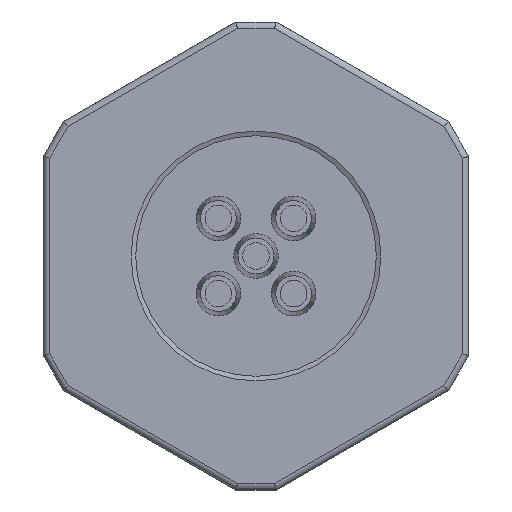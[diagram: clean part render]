
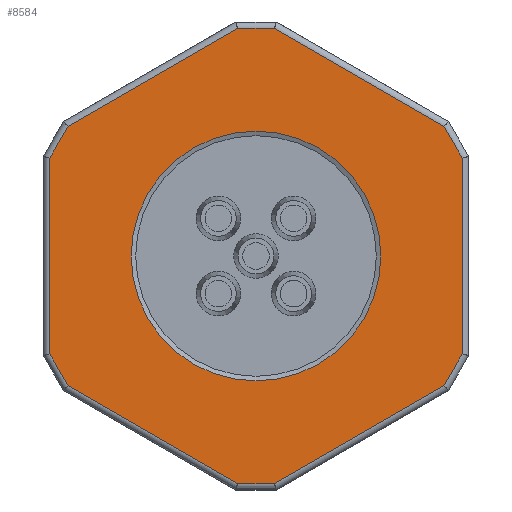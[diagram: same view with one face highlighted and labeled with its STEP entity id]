
A CAD part, left-side view. The second image highlights one B-rep face of the part: STEP entity #8584.
In plain terms, the highlighted planar face has unit normal (-1, 0, 0).
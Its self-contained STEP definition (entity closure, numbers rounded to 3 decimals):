
#528=LINE('',#19093,#1305);
#529=LINE('',#19096,#1306);
#530=LINE('',#19098,#1307);
#531=LINE('',#19100,#1308);
#532=LINE('',#19102,#1309);
#533=LINE('',#19104,#1310);
#534=LINE('',#19106,#1311);
#535=LINE('',#19108,#1312);
#536=LINE('',#19110,#1313);
#537=LINE('',#19112,#1314);
#538=LINE('',#19114,#1315);
#539=LINE('',#19116,#1316);
#1305=VECTOR('',#10631,1000.);
#1306=VECTOR('',#10632,1000.);
#1307=VECTOR('',#10633,1000.);
#1308=VECTOR('',#10634,1000.);
#1309=VECTOR('',#10635,1000.);
#1310=VECTOR('',#10636,1000.);
#1311=VECTOR('',#10637,1000.);
#1312=VECTOR('',#10638,1000.);
#1313=VECTOR('',#10639,1000.);
#1314=VECTOR('',#10640,1000.);
#1315=VECTOR('',#10641,1000.);
#1316=VECTOR('',#10642,1000.);
#2008=PLANE('',#9480);
#2833=ORIENTED_EDGE('',*,*,#5061,.T.);
#2834=ORIENTED_EDGE('',*,*,#5062,.T.);
#2835=ORIENTED_EDGE('',*,*,#5063,.T.);
#2836=ORIENTED_EDGE('',*,*,#5064,.T.);
#2837=ORIENTED_EDGE('',*,*,#5065,.T.);
#2838=ORIENTED_EDGE('',*,*,#5066,.T.);
#2839=ORIENTED_EDGE('',*,*,#5067,.T.);
#2840=ORIENTED_EDGE('',*,*,#5068,.T.);
#2841=ORIENTED_EDGE('',*,*,#5069,.T.);
#2842=ORIENTED_EDGE('',*,*,#5070,.T.);
#2843=ORIENTED_EDGE('',*,*,#5071,.T.);
#2844=ORIENTED_EDGE('',*,*,#5072,.T.);
#2845=ORIENTED_EDGE('',*,*,#5073,.T.);
#5061=EDGE_CURVE('',#6177,#6177,#6838,.T.);
#5062=EDGE_CURVE('',#6178,#6179,#528,.F.);
#5063=EDGE_CURVE('',#6179,#6180,#529,.F.);
#5064=EDGE_CURVE('',#6180,#6181,#530,.F.);
#5065=EDGE_CURVE('',#6181,#6182,#531,.F.);
#5066=EDGE_CURVE('',#6182,#6183,#532,.F.);
#5067=EDGE_CURVE('',#6183,#6184,#533,.F.);
#5068=EDGE_CURVE('',#6184,#6185,#534,.F.);
#5069=EDGE_CURVE('',#6185,#6186,#535,.F.);
#5070=EDGE_CURVE('',#6186,#6187,#536,.F.);
#5071=EDGE_CURVE('',#6187,#6188,#537,.F.);
#5072=EDGE_CURVE('',#6188,#6189,#538,.F.);
#5073=EDGE_CURVE('',#6189,#6178,#539,.F.);
#6177=VERTEX_POINT('',#19092);
#6178=VERTEX_POINT('',#19094);
#6179=VERTEX_POINT('',#19095);
#6180=VERTEX_POINT('',#19097);
#6181=VERTEX_POINT('',#19099);
#6182=VERTEX_POINT('',#19101);
#6183=VERTEX_POINT('',#19103);
#6184=VERTEX_POINT('',#19105);
#6185=VERTEX_POINT('',#19107);
#6186=VERTEX_POINT('',#19109);
#6187=VERTEX_POINT('',#19111);
#6188=VERTEX_POINT('',#19113);
#6189=VERTEX_POINT('',#19115);
#6838=CIRCLE('',#9481,5.87);
#7177=EDGE_LOOP('',(#2833));
#7178=EDGE_LOOP('',(#2834,#2835,#2836,#2837,#2838,#2839,#2840,#2841,#2842,
#2843,#2844,#2845));
#7840=FACE_BOUND('',#7177,.T.);
#7841=FACE_BOUND('',#7178,.T.);
#8584=ADVANCED_FACE('',(#7840,#7841),#2008,.F.);
#9480=AXIS2_PLACEMENT_3D('',#19090,#10627,#10628);
#9481=AXIS2_PLACEMENT_3D('',#19091,#10629,#10630);
#10627=DIRECTION('',(1.,0.,0.));
#10628=DIRECTION('',(0.,0.,-1.));
#10629=DIRECTION('',(1.,0.,0.));
#10630=DIRECTION('',(0.,0.,-1.));
#10631=DIRECTION('',(0.,0.866,-0.5));
#10632=DIRECTION('',(0.,0.5,-0.866));
#10633=DIRECTION('',(0.,0.,-1.));
#10634=DIRECTION('',(0.,-0.5,-0.866));
#10635=DIRECTION('',(0.,-0.866,-0.5));
#10636=DIRECTION('',(0.,-1.,0.));
#10637=DIRECTION('',(0.,-0.866,0.5));
#10638=DIRECTION('',(0.,-0.5,0.866));
#10639=DIRECTION('',(0.,0.,1.));
#10640=DIRECTION('',(0.,0.5,0.866));
#10641=DIRECTION('',(0.,0.866,0.5));
#10642=DIRECTION('',(0.,1.,0.));
#19090=CARTESIAN_POINT('',(-1.5,0.,0.));
#19091=CARTESIAN_POINT('',(-1.5,0.,0.));
#19092=CARTESIAN_POINT('',(-1.5,0.,-5.87));
#19093=CARTESIAN_POINT('',(-1.5,-5.35,-9.266));
#19094=CARTESIAN_POINT('',(-1.5,-4.599,-9.7));
#19095=CARTESIAN_POINT('',(-1.5,-6.101,-8.833));
#19096=CARTESIAN_POINT('',(-1.5,-8.4,-4.85));
#19097=CARTESIAN_POINT('',(-1.5,-10.7,-0.867));
#19098=CARTESIAN_POINT('',(-1.5,-10.7,0.));
#19099=CARTESIAN_POINT('',(-1.5,-10.7,0.867));
#19100=CARTESIAN_POINT('',(-1.5,-8.4,4.85));
#19101=CARTESIAN_POINT('',(-1.5,-6.101,8.833));
#19102=CARTESIAN_POINT('',(-1.5,-5.35,9.266));
#19103=CARTESIAN_POINT('',(-1.5,-4.599,9.7));
#19104=CARTESIAN_POINT('',(-1.5,0.,9.7));
#19105=CARTESIAN_POINT('',(-1.5,4.599,9.7));
#19106=CARTESIAN_POINT('',(-1.5,5.35,9.266));
#19107=CARTESIAN_POINT('',(-1.5,6.101,8.833));
#19108=CARTESIAN_POINT('',(-1.5,8.4,4.85));
#19109=CARTESIAN_POINT('',(-1.5,10.7,0.867));
#19110=CARTESIAN_POINT('',(-1.5,10.7,0.));
#19111=CARTESIAN_POINT('',(-1.5,10.7,-0.867));
#19112=CARTESIAN_POINT('',(-1.5,8.4,-4.85));
#19113=CARTESIAN_POINT('',(-1.5,6.101,-8.833));
#19114=CARTESIAN_POINT('',(-1.5,5.35,-9.266));
#19115=CARTESIAN_POINT('',(-1.5,4.599,-9.7));
#19116=CARTESIAN_POINT('',(-1.5,0.,-9.7));
